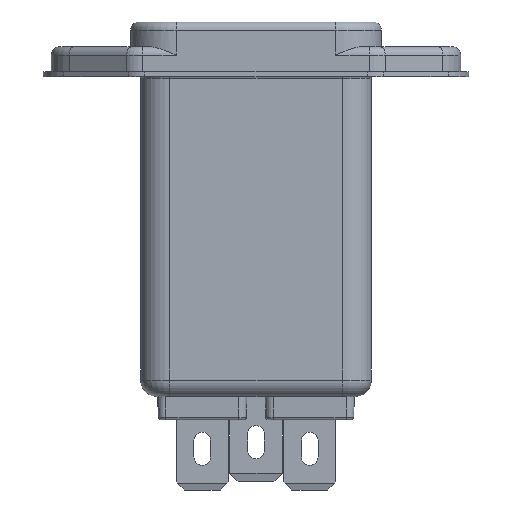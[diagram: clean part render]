
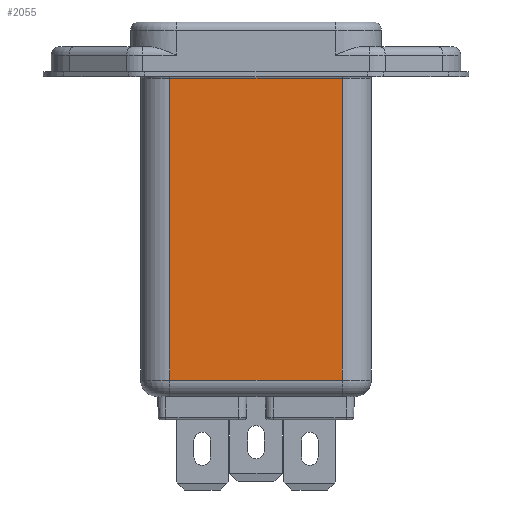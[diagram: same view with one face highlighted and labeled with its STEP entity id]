
A CAD part, front view. The second image highlights one B-rep face of the part: STEP entity #2055.
In plain terms, the highlighted planar face has unit normal (0, -1, 0).
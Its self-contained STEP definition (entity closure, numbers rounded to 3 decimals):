
#2033 = VERTEX_POINT ( 'NONE', #5566 ) ;
#2041 = EDGE_CURVE ( 'NONE', #2042, #2033, #5619, .T. ) ;
#2042 = VERTEX_POINT ( 'NONE', #5615 ) ;
#2055 = ADVANCED_FACE ( 'NONE', ( #5594 ), #5593, .F. ) ;
#2056 = EDGE_LOOP ( 'NONE', ( #2057, #2060, #2062, #2063 ) ) ;
#2057 = ORIENTED_EDGE ( 'NONE', *, *, #2058, .T. ) ;
#2058 = EDGE_CURVE ( 'NONE', #2033, #2059, #5651, .T. ) ;
#2059 = VERTEX_POINT ( 'NONE', #5647 ) ;
#2060 = ORIENTED_EDGE ( 'NONE', *, *, #2061, .T. ) ;
#2061 = EDGE_CURVE ( 'NONE', #2059, #2077, #5646, .T. ) ;
#2062 = ORIENTED_EDGE ( 'NONE', *, *, #2076, .F. ) ;
#2063 = ORIENTED_EDGE ( 'NONE', *, *, #2041, .T. ) ;
#2076 = EDGE_CURVE ( 'NONE', #2042, #2077, #5684, .T. ) ;
#2077 = VERTEX_POINT ( 'NONE', #5677 ) ;
#5566 = CARTESIAN_POINT ( 'NONE',  ( 10.45, -10.2, -40.3 ) ) ;
#5593 = PLANE ( 'NONE',  #5655 ) ;
#5594 = FACE_OUTER_BOUND ( 'NONE', #2056, .T. ) ;
#5615 = CARTESIAN_POINT ( 'NONE',  ( -10.45, -10.2, -40.3 ) ) ;
#5616 = DIRECTION ( 'NONE',  ( 1., 0., 0. ) ) ;
#5617 = VECTOR ( 'NONE', #5616, 1000. ) ;
#5618 = CARTESIAN_POINT ( 'NONE',  ( 10.45, -10.2, -40.3 ) ) ;
#5619 = LINE ( 'NONE', #5618, #5617 ) ;
#5643 = DIRECTION ( 'NONE',  ( -1., 0., 0. ) ) ;
#5644 = VECTOR ( 'NONE', #5643, 1000. ) ;
#5645 = CARTESIAN_POINT ( 'NONE',  ( 10.45, -10.2, -3.8 ) ) ;
#5646 = LINE ( 'NONE', #5645, #5644 ) ;
#5647 = CARTESIAN_POINT ( 'NONE',  ( 10.45, -10.2, -3.8 ) ) ;
#5648 = DIRECTION ( 'NONE',  ( 0., 0., 1. ) ) ;
#5649 = VECTOR ( 'NONE', #5648, 1000. ) ;
#5650 = CARTESIAN_POINT ( 'NONE',  ( 10.45, -10.2, -42.3 ) ) ;
#5651 = LINE ( 'NONE', #5650, #5649 ) ;
#5652 = DIRECTION ( 'NONE',  ( 0., 0., 1. ) ) ;
#5653 = DIRECTION ( 'NONE',  ( 0., 1., 0. ) ) ;
#5654 = CARTESIAN_POINT ( 'NONE',  ( 10.45, -10.2, -42.3 ) ) ;
#5655 = AXIS2_PLACEMENT_3D ( 'NONE', #5654, #5653, #5652 ) ;
#5677 = CARTESIAN_POINT ( 'NONE',  ( -10.45, -10.2, -3.8 ) ) ;
#5678 = DIRECTION ( 'NONE',  ( 0., 0., 1. ) ) ;
#5679 = VECTOR ( 'NONE', #5678, 1000. ) ;
#5680 = CARTESIAN_POINT ( 'NONE',  ( -10.45, -10.2, -42.3 ) ) ;
#5684 = LINE ( 'NONE', #5680, #5679 ) ;
